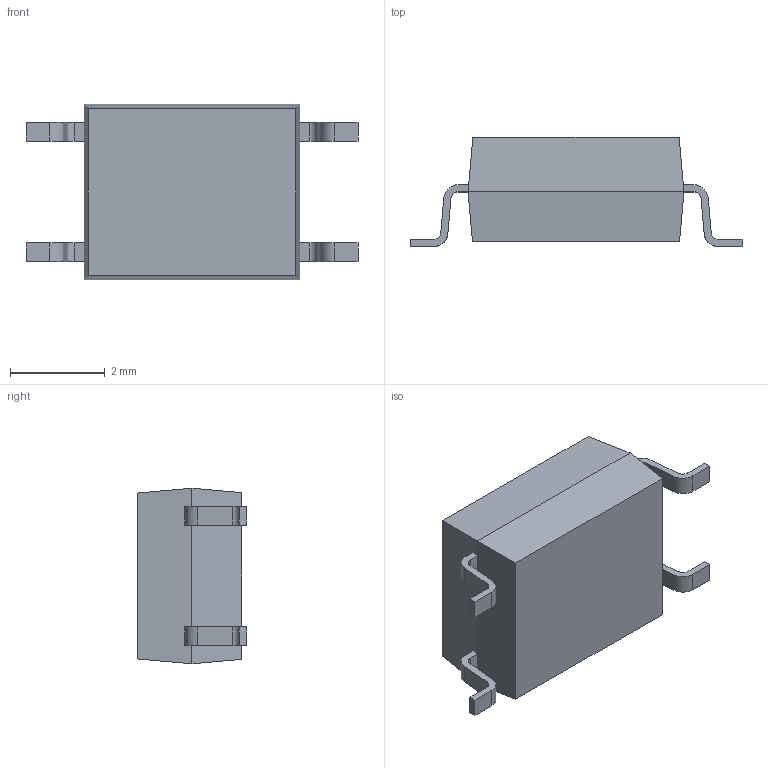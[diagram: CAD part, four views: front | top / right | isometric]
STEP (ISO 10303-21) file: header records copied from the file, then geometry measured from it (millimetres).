
FILE_DESCRIPTION (( 'STEP AP214' ), '1' );
FILE_NAME ('TLP175A.STEP', '2020-12-27T16:39:35', ( '' ), ( '' ), 'SwSTEP 2.0', 'SolidWorks 2017', '' );
FILE_SCHEMA (( 'AUTOMOTIVE_DESIGN' ));
Length unit declared in the file: millimetre
Products named in the file (1): TLP175A
Bounding box: 7 x 2.3 x 3.7 mm (x, y, z)
Volume: 35.8 mm3; surface area: 76.4 mm2
Topology: 5 solids, 5 shells, 72 faces, 176 edges, 116 vertices
Faces by surface type: plane 52, cylinder 20
Entity records: 2178 total; most frequent: CARTESIAN_POINT 365, DIRECTION 362, ORIENTED_EDGE 352, EDGE_CURVE 176, LINE 136, VECTOR 136, VERTEX_POINT 116, AXIS2_PLACEMENT_3D 113
